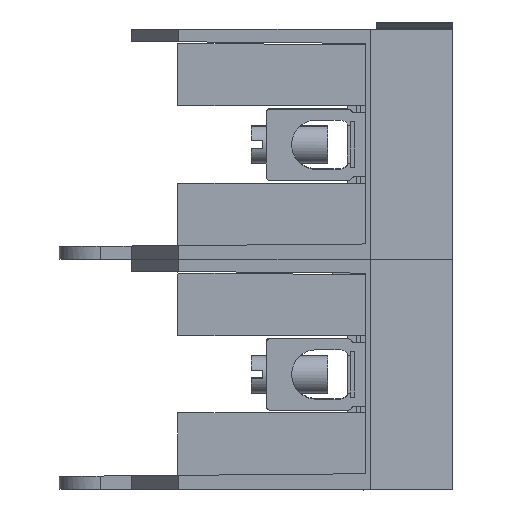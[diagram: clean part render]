
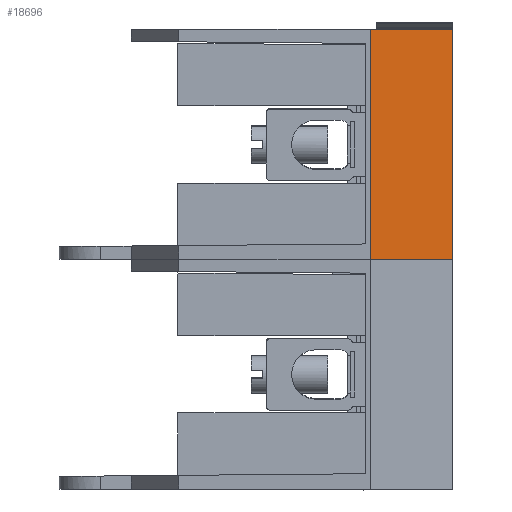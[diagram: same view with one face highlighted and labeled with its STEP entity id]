
A CAD part, left-side view. The second image highlights one B-rep face of the part: STEP entity #18696.
In plain terms, the highlighted planar face has unit normal (-0.999, -0.035, 0).
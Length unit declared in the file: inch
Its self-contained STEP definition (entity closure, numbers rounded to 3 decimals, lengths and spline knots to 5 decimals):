
#2596 = CARTESIAN_POINT ( 'NONE',  ( -3.37736, 0.54035, 0.75301 ) ) ;
#2699 = EDGE_CURVE ( 'NONE', #20582, #40522, #34143, .T. ) ;
#4704 = CARTESIAN_POINT ( 'NONE',  ( -3.37736, 0.54035, 0.75301 ) ) ;
#5245 = VECTOR ( 'NONE', #6281, 39.37008 ) ;
#6281 = DIRECTION ( 'NONE',  ( 0., 0., -1. ) ) ;
#6304 = DIRECTION ( 'NONE',  ( 0., 0., -1. ) ) ;
#7797 = EDGE_CURVE ( 'NONE', #42778, #40522, #10251, .T. ) ;
#8353 = ORIENTED_EDGE ( 'NONE', *, *, #52186, .T. ) ;
#10251 = LINE ( 'NONE', #21801, #38492 ) ;
#11656 = CARTESIAN_POINT ( 'NONE',  ( -3.37736, 0.54035, 0.75301 ) ) ;
#17012 = CARTESIAN_POINT ( 'NONE',  ( -3.37736, 0.54035, -0.75301 ) ) ;
#17602 = LINE ( 'NONE', #4704, #36985 ) ;
#18696 = ADVANCED_FACE ( 'NONE', ( #37513 ), #54119, .F. ) ;
#20582 = VERTEX_POINT ( 'NONE', #33154 ) ;
#21791 = DIRECTION ( 'NONE',  ( 0.035, -0.999, 0. ) ) ;
#21801 = CARTESIAN_POINT ( 'NONE',  ( -3.35849, 0., 0.75301 ) ) ;
#24282 = CARTESIAN_POINT ( 'NONE',  ( -3.37736, 0.54035, 0.75301 ) ) ;
#24854 = DIRECTION ( 'NONE',  ( -0.035, 0.999, 0. ) ) ;
#25159 = DIRECTION ( 'NONE',  ( 0.035, -0.999, 0. ) ) ;
#28110 = CARTESIAN_POINT ( 'NONE',  ( -3.35849, 0., -0.75301 ) ) ;
#32821 = ORIENTED_EDGE ( 'NONE', *, *, #2699, .T. ) ;
#33154 = CARTESIAN_POINT ( 'NONE',  ( -3.37736, 0.54035, -0.75301 ) ) ;
#34143 = LINE ( 'NONE', #17012, #36411 ) ;
#35177 = EDGE_LOOP ( 'NONE', ( #8353, #32821, #40356, #49748 ) ) ;
#36411 = VECTOR ( 'NONE', #25159, 39.37008 ) ;
#36985 = VECTOR ( 'NONE', #21791, 39.37008 ) ;
#37513 = FACE_OUTER_BOUND ( 'NONE', #35177, .T. ) ;
#38492 = VECTOR ( 'NONE', #6304, 39.37008 ) ;
#40356 = ORIENTED_EDGE ( 'NONE', *, *, #7797, .F. ) ;
#40522 = VERTEX_POINT ( 'NONE', #28110 ) ;
#41074 = LINE ( 'NONE', #2596, #5245 ) ;
#42775 = VERTEX_POINT ( 'NONE', #11656 ) ;
#42778 = VERTEX_POINT ( 'NONE', #51265 ) ;
#46313 = AXIS2_PLACEMENT_3D ( 'NONE', #24282, #50746, #24854 ) ;
#47362 = EDGE_CURVE ( 'NONE', #42775, #42778, #17602, .T. ) ;
#49748 = ORIENTED_EDGE ( 'NONE', *, *, #47362, .F. ) ;
#50746 = DIRECTION ( 'NONE',  ( 0.999, 0.035, 0. ) ) ;
#51265 = CARTESIAN_POINT ( 'NONE',  ( -3.35849, 0., 0.75301 ) ) ;
#52186 = EDGE_CURVE ( 'NONE', #42775, #20582, #41074, .T. ) ;
#54119 = PLANE ( 'NONE',  #46313 ) ;
